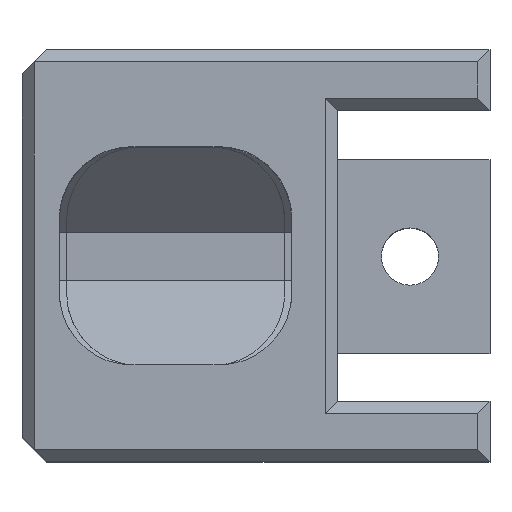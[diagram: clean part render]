
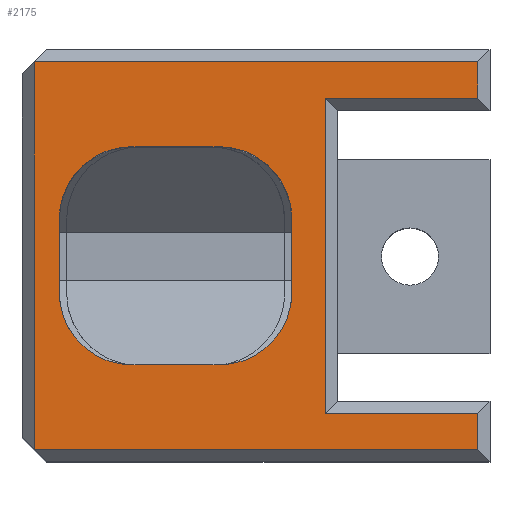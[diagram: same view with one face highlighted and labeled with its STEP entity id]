
A CAD part, top view. The second image highlights one B-rep face of the part: STEP entity #2175.
In plain terms, the highlighted planar face has unit normal (0, 0, 1).
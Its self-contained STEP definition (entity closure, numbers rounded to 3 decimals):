
#149=FACE_BOUND('',#400,.T.);
#179=PLANE('',#2308);
#278=FACE_OUTER_BOUND('',#399,.T.);
#399=EDGE_LOOP('',(#1678,#1679,#1680,#1681,#1682,#1683,#1684,#1685));
#400=EDGE_LOOP('',(#1686,#1687,#1688,#1689,#1690,#1691,#1692,#1693,#1694,
#1695,#1696,#1697,#1698,#1699,#1700,#1701));
#517=LINE('',#3392,#758);
#520=LINE('',#3398,#761);
#523=LINE('',#3406,#764);
#525=LINE('',#3410,#766);
#529=LINE('',#3416,#770);
#530=LINE('',#3419,#771);
#534=LINE('',#3427,#775);
#537=LINE('',#3431,#778);
#562=LINE('',#3483,#803);
#563=LINE('',#3485,#804);
#564=LINE('',#3487,#805);
#565=LINE('',#3489,#806);
#566=LINE('',#3491,#807);
#567=LINE('',#3495,#808);
#568=LINE('',#3499,#809);
#569=LINE('',#3501,#810);
#570=LINE('',#3503,#811);
#571=LINE('',#3505,#812);
#572=LINE('',#3507,#813);
#573=LINE('',#3511,#814);
#758=VECTOR('',#2503,10.);
#761=VECTOR('',#2508,10.);
#764=VECTOR('',#2513,10.);
#766=VECTOR('',#2517,10.);
#770=VECTOR('',#2523,10.);
#771=VECTOR('',#2526,10.);
#775=VECTOR('',#2532,10.);
#778=VECTOR('',#2537,10.);
#803=VECTOR('',#2574,1.);
#804=VECTOR('',#2575,1.);
#805=VECTOR('',#2576,1.);
#806=VECTOR('',#2577,1.);
#807=VECTOR('',#2578,1.);
#808=VECTOR('',#2581,1.);
#809=VECTOR('',#2584,1.);
#810=VECTOR('',#2585,1.);
#811=VECTOR('',#2586,1.);
#812=VECTOR('',#2587,1.);
#813=VECTOR('',#2588,1.);
#814=VECTOR('',#2591,1.);
#976=CIRCLE('',#2309,3.);
#977=CIRCLE('',#2310,3.);
#978=CIRCLE('',#2311,3.);
#979=CIRCLE('',#2312,3.);
#1030=VERTEX_POINT('',#3327);
#1040=VERTEX_POINT('',#3358);
#1044=VERTEX_POINT('',#3396);
#1047=VERTEX_POINT('',#3403);
#1048=VERTEX_POINT('',#3405);
#1049=VERTEX_POINT('',#3409);
#1051=VERTEX_POINT('',#3418);
#1054=VERTEX_POINT('',#3426);
#1074=VERTEX_POINT('',#3481);
#1075=VERTEX_POINT('',#3482);
#1076=VERTEX_POINT('',#3484);
#1077=VERTEX_POINT('',#3486);
#1078=VERTEX_POINT('',#3488);
#1079=VERTEX_POINT('',#3490);
#1080=VERTEX_POINT('',#3492);
#1081=VERTEX_POINT('',#3494);
#1082=VERTEX_POINT('',#3496);
#1083=VERTEX_POINT('',#3498);
#1084=VERTEX_POINT('',#3500);
#1085=VERTEX_POINT('',#3502);
#1086=VERTEX_POINT('',#3504);
#1087=VERTEX_POINT('',#3506);
#1088=VERTEX_POINT('',#3508);
#1089=VERTEX_POINT('',#3510);
#1263=EDGE_CURVE('',#1040,#1030,#517,.T.);
#1266=EDGE_CURVE('',#1044,#1040,#520,.T.);
#1269=EDGE_CURVE('',#1047,#1048,#523,.T.);
#1271=EDGE_CURVE('',#1030,#1049,#525,.T.);
#1275=EDGE_CURVE('',#1049,#1047,#529,.T.);
#1276=EDGE_CURVE('',#1051,#1044,#530,.T.);
#1280=EDGE_CURVE('',#1048,#1054,#534,.T.);
#1283=EDGE_CURVE('',#1054,#1051,#537,.T.);
#1309=EDGE_CURVE('',#1074,#1075,#562,.T.);
#1310=EDGE_CURVE('',#1075,#1076,#563,.T.);
#1311=EDGE_CURVE('',#1076,#1077,#564,.T.);
#1312=EDGE_CURVE('',#1077,#1078,#565,.T.);
#1313=EDGE_CURVE('',#1078,#1079,#566,.T.);
#1314=EDGE_CURVE('',#1079,#1080,#976,.T.);
#1315=EDGE_CURVE('',#1081,#1080,#567,.T.);
#1316=EDGE_CURVE('',#1081,#1082,#977,.T.);
#1317=EDGE_CURVE('',#1083,#1082,#568,.T.);
#1318=EDGE_CURVE('',#1084,#1083,#569,.T.);
#1319=EDGE_CURVE('',#1085,#1084,#570,.T.);
#1320=EDGE_CURVE('',#1086,#1085,#571,.T.);
#1321=EDGE_CURVE('',#1087,#1086,#572,.T.);
#1322=EDGE_CURVE('',#1088,#1087,#978,.T.);
#1323=EDGE_CURVE('',#1089,#1088,#573,.T.);
#1324=EDGE_CURVE('',#1074,#1089,#979,.T.);
#1678=ORIENTED_EDGE('',*,*,#1266,.F.);
#1679=ORIENTED_EDGE('',*,*,#1276,.F.);
#1680=ORIENTED_EDGE('',*,*,#1283,.F.);
#1681=ORIENTED_EDGE('',*,*,#1280,.F.);
#1682=ORIENTED_EDGE('',*,*,#1269,.F.);
#1683=ORIENTED_EDGE('',*,*,#1275,.F.);
#1684=ORIENTED_EDGE('',*,*,#1271,.F.);
#1685=ORIENTED_EDGE('',*,*,#1263,.F.);
#1686=ORIENTED_EDGE('',*,*,#1309,.T.);
#1687=ORIENTED_EDGE('',*,*,#1310,.T.);
#1688=ORIENTED_EDGE('',*,*,#1311,.T.);
#1689=ORIENTED_EDGE('',*,*,#1312,.T.);
#1690=ORIENTED_EDGE('',*,*,#1313,.T.);
#1691=ORIENTED_EDGE('',*,*,#1314,.T.);
#1692=ORIENTED_EDGE('',*,*,#1315,.F.);
#1693=ORIENTED_EDGE('',*,*,#1316,.T.);
#1694=ORIENTED_EDGE('',*,*,#1317,.F.);
#1695=ORIENTED_EDGE('',*,*,#1318,.F.);
#1696=ORIENTED_EDGE('',*,*,#1319,.F.);
#1697=ORIENTED_EDGE('',*,*,#1320,.F.);
#1698=ORIENTED_EDGE('',*,*,#1321,.F.);
#1699=ORIENTED_EDGE('',*,*,#1322,.F.);
#1700=ORIENTED_EDGE('',*,*,#1323,.F.);
#1701=ORIENTED_EDGE('',*,*,#1324,.F.);
#2175=ADVANCED_FACE('',(#278,#149),#179,.T.);
#2308=AXIS2_PLACEMENT_3D('',#3480,#2572,#2573);
#2309=AXIS2_PLACEMENT_3D('',#3493,#2579,#2580);
#2310=AXIS2_PLACEMENT_3D('',#3497,#2582,#2583);
#2311=AXIS2_PLACEMENT_3D('',#3509,#2589,#2590);
#2312=AXIS2_PLACEMENT_3D('',#3512,#2592,#2593);
#2503=DIRECTION('',(0.,1.,0.));
#2508=DIRECTION('',(-1.,0.,0.));
#2513=DIRECTION('',(-1.,0.,0.));
#2517=DIRECTION('',(1.,0.,0.));
#2523=DIRECTION('',(0.,-1.,0.));
#2526=DIRECTION('',(0.,-1.,0.));
#2532=DIRECTION('',(0.,-1.,0.));
#2537=DIRECTION('',(1.,0.,0.));
#2572=DIRECTION('center_axis',(0.,0.,1.));
#2573=DIRECTION('ref_axis',(1.,0.,0.));
#2574=DIRECTION('',(-1.,0.,0.));
#2575=DIRECTION('',(-1.,0.,0.));
#2576=DIRECTION('',(-1.,0.,0.));
#2577=DIRECTION('',(-1.,0.,0.));
#2578=DIRECTION('',(-1.,0.,0.));
#2579=DIRECTION('center_axis',(0.,0.,-1.));
#2580=DIRECTION('ref_axis',(0.,-1.,0.));
#2581=DIRECTION('',(0.,-1.,0.));
#2582=DIRECTION('center_axis',(0.,0.,-1.));
#2583=DIRECTION('ref_axis',(-1.,0.,0.));
#2584=DIRECTION('',(-1.,0.,0.));
#2585=DIRECTION('',(-1.,0.,0.));
#2586=DIRECTION('',(-1.,0.,0.));
#2587=DIRECTION('',(-1.,0.,0.));
#2588=DIRECTION('',(-1.,0.,0.));
#2589=DIRECTION('center_axis',(0.,0.,1.));
#2590=DIRECTION('ref_axis',(1.,0.,0.));
#2591=DIRECTION('',(0.,1.,0.));
#2592=DIRECTION('center_axis',(0.,0.,1.));
#2593=DIRECTION('ref_axis',(0.,-1.,0.));
#3327=CARTESIAN_POINT('',(-15.5,8.,36.));
#3358=CARTESIAN_POINT('',(-15.5,-8.,36.));
#3392=CARTESIAN_POINT('',(-15.5,-6.,36.));
#3396=CARTESIAN_POINT('',(2.8,-8.,36.));
#3398=CARTESIAN_POINT('',(-16.,-8.,36.));
#3403=CARTESIAN_POINT('',(2.8,6.5,36.));
#3405=CARTESIAN_POINT('',(-3.5,6.5,36.));
#3406=CARTESIAN_POINT('',(-14.5,6.5,36.));
#3409=CARTESIAN_POINT('',(2.8,8.,36.));
#3410=CARTESIAN_POINT('',(-14.5,8.,36.));
#3416=CARTESIAN_POINT('',(2.8,0.625,36.));
#3418=CARTESIAN_POINT('',(2.8,-6.5,36.));
#3419=CARTESIAN_POINT('',(2.8,-6.625,36.));
#3426=CARTESIAN_POINT('',(-3.5,-6.5,36.));
#3427=CARTESIAN_POINT('',(-3.5,-6.,36.));
#3431=CARTESIAN_POINT('',(-6.75,-6.5,36.));
#3480=CARTESIAN_POINT('Origin',(-16.,-6.,36.));
#3481=CARTESIAN_POINT('',(-7.868,-4.5,36.));
#3482=CARTESIAN_POINT('',(-8.168,-4.5,36.));
#3483=CARTESIAN_POINT('',(-6.937,-4.5,36.));
#3484=CARTESIAN_POINT('',(-8.468,-4.5,36.));
#3485=CARTESIAN_POINT('',(-7.087,-4.5,36.));
#3486=CARTESIAN_POINT('',(-10.868,-4.5,36.));
#3487=CARTESIAN_POINT('',(-7.087,-4.5,36.));
#3488=CARTESIAN_POINT('',(-11.168,-4.5,36.));
#3489=CARTESIAN_POINT('',(-7.087,-4.5,36.));
#3490=CARTESIAN_POINT('',(-11.468,-4.5,36.));
#3491=CARTESIAN_POINT('',(-7.237,-4.5,36.));
#3492=CARTESIAN_POINT('',(-14.468,-1.5,36.));
#3493=CARTESIAN_POINT('Origin',(-11.468,-1.5,36.));
#3494=CARTESIAN_POINT('',(-14.468,1.5,36.));
#3495=CARTESIAN_POINT('',(-14.468,-5.25,36.));
#3496=CARTESIAN_POINT('',(-11.468,4.5,36.));
#3497=CARTESIAN_POINT('Origin',(-11.468,1.5,36.));
#3498=CARTESIAN_POINT('',(-11.168,4.5,36.));
#3499=CARTESIAN_POINT('',(-7.237,4.5,36.));
#3500=CARTESIAN_POINT('',(-10.868,4.5,36.));
#3501=CARTESIAN_POINT('',(-7.087,4.5,36.));
#3502=CARTESIAN_POINT('',(-8.468,4.5,36.));
#3503=CARTESIAN_POINT('',(-7.087,4.5,36.));
#3504=CARTESIAN_POINT('',(-8.168,4.5,36.));
#3505=CARTESIAN_POINT('',(-7.087,4.5,36.));
#3506=CARTESIAN_POINT('',(-7.868,4.5,36.));
#3507=CARTESIAN_POINT('',(-6.937,4.5,36.));
#3508=CARTESIAN_POINT('',(-4.868,1.5,36.));
#3509=CARTESIAN_POINT('Origin',(-7.868,1.5,36.));
#3510=CARTESIAN_POINT('',(-4.868,-1.5,36.));
#3511=CARTESIAN_POINT('',(-4.868,-5.25,36.));
#3512=CARTESIAN_POINT('Origin',(-7.868,-1.5,36.));
